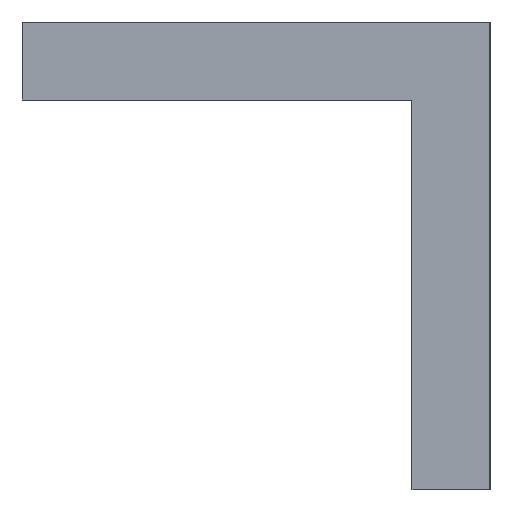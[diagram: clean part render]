
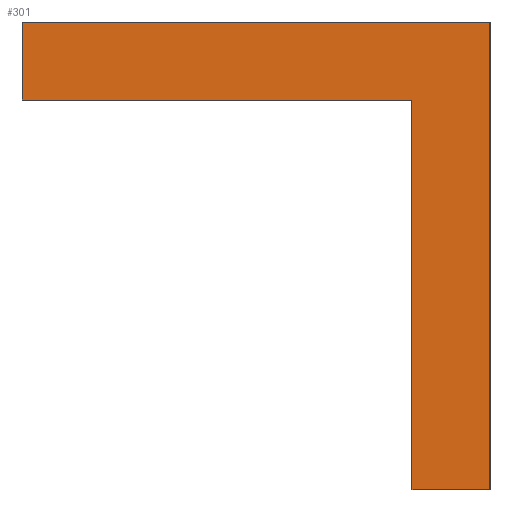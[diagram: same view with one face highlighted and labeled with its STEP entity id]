
A CAD part, left-side view. The second image highlights one B-rep face of the part: STEP entity #301.
In plain terms, the highlighted planar face has unit normal (-1, 0, 0).
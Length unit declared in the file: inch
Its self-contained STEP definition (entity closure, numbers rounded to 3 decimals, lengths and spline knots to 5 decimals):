
#31=FACE_OUTER_BOUND('',#47,.T.);
#47=EDGE_LOOP('',(#205,#206,#207,#208,#209,#210));
#67=LINE('',#437,#101);
#68=LINE('',#439,#102);
#69=LINE('',#441,#103);
#70=LINE('',#443,#104);
#71=LINE('',#445,#105);
#72=LINE('',#446,#106);
#101=VECTOR('',#353,1.5);
#102=VECTOR('',#354,1.5);
#103=VECTOR('',#355,0.25);
#104=VECTOR('',#356,1.25);
#105=VECTOR('',#357,1.25);
#106=VECTOR('',#358,0.25);
#135=VERTEX_POINT('',#435);
#136=VERTEX_POINT('',#436);
#137=VERTEX_POINT('',#438);
#138=VERTEX_POINT('',#440);
#139=VERTEX_POINT('',#442);
#140=VERTEX_POINT('',#444);
#163=EDGE_CURVE('',#135,#136,#67,.T.);
#164=EDGE_CURVE('',#136,#137,#68,.T.);
#165=EDGE_CURVE('',#137,#138,#69,.T.);
#166=EDGE_CURVE('',#138,#139,#70,.T.);
#167=EDGE_CURVE('',#139,#140,#71,.T.);
#168=EDGE_CURVE('',#140,#135,#72,.T.);
#205=ORIENTED_EDGE('',*,*,#163,.T.);
#206=ORIENTED_EDGE('',*,*,#164,.T.);
#207=ORIENTED_EDGE('',*,*,#165,.T.);
#208=ORIENTED_EDGE('',*,*,#166,.T.);
#209=ORIENTED_EDGE('',*,*,#167,.T.);
#210=ORIENTED_EDGE('',*,*,#168,.T.);
#289=PLANE('',#325);
#301=ADVANCED_FACE('',(#31),#289,.F.);
#325=AXIS2_PLACEMENT_3D('',#434,#351,#352);
#351=DIRECTION('center_axis',(1.,0.,0.));
#352=DIRECTION('ref_axis',(0.,-1.,0.));
#353=DIRECTION('',(0.,0.,1.));
#354=DIRECTION('',(0.,1.,0.));
#355=DIRECTION('',(0.,0.,-1.));
#356=DIRECTION('',(0.,-1.,0.));
#357=DIRECTION('',(0.,0.,-1.));
#358=DIRECTION('',(0.,-1.,0.));
#434=CARTESIAN_POINT('Origin',(0.,0.,0.));
#435=CARTESIAN_POINT('',(0.,0.,-1.5));
#436=CARTESIAN_POINT('',(0.,0.,0.));
#437=CARTESIAN_POINT('',(0.,0.,-1.5));
#438=CARTESIAN_POINT('',(0.,1.5,0.));
#439=CARTESIAN_POINT('',(0.,0.,0.));
#440=CARTESIAN_POINT('',(0.,1.5,-0.25));
#441=CARTESIAN_POINT('',(0.,1.5,0.));
#442=CARTESIAN_POINT('',(0.,0.25,-0.25));
#443=CARTESIAN_POINT('',(0.,1.5,-0.25));
#444=CARTESIAN_POINT('',(0.,0.25,-1.5));
#445=CARTESIAN_POINT('',(0.,0.25,-0.25));
#446=CARTESIAN_POINT('',(0.,0.25,-1.5));
